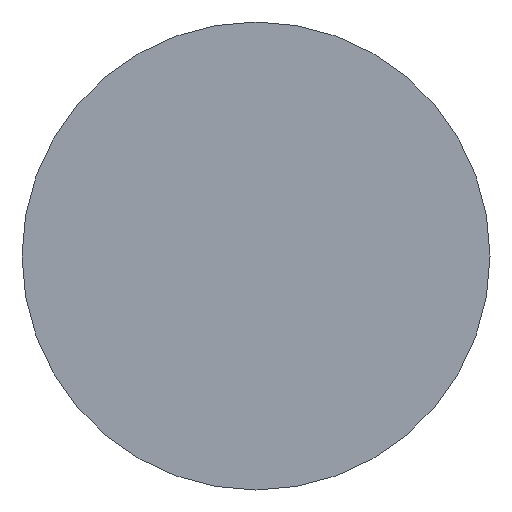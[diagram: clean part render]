
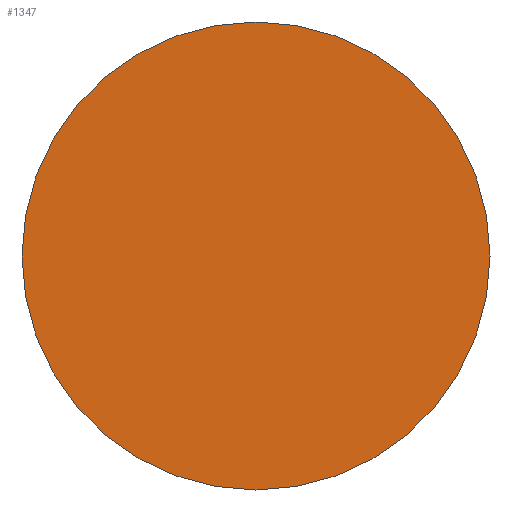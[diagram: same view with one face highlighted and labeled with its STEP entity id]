
A CAD part, front view. The second image highlights one B-rep face of the part: STEP entity #1347.
In plain terms, the highlighted planar face has unit normal (0, -1, 0).
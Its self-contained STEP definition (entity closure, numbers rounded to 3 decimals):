
#31 = AXIS2_PLACEMENT_3D ( 'NONE', #1019, #34, #636 ) ;
#34 = DIRECTION ( 'NONE',  ( 0., -1., 0. ) ) ;
#40 = AXIS2_PLACEMENT_3D ( 'NONE', #1602, #736, #472 ) ;
#43 = VERTEX_POINT ( 'NONE', #1506 ) ;
#145 = CIRCLE ( 'NONE', #384, 30.4 ) ;
#384 = AXIS2_PLACEMENT_3D ( 'NONE', #1171, #1441, #605 ) ;
#420 = CARTESIAN_POINT ( 'NONE',  ( 30.4, 0., 0. ) ) ;
#472 = DIRECTION ( 'NONE',  ( -1., 0., 0. ) ) ;
#605 = DIRECTION ( 'NONE',  ( 1., 0., 0. ) ) ;
#636 = DIRECTION ( 'NONE',  ( 1., 0., 0. ) ) ;
#736 = DIRECTION ( 'NONE',  ( 0., -1., 0. ) ) ;
#1009 = PLANE ( 'NONE',  #40 ) ;
#1019 = CARTESIAN_POINT ( 'NONE',  ( 0., 0., 0. ) ) ;
#1052 = CIRCLE ( 'NONE', #31, 30.4 ) ;
#1161 = ORIENTED_EDGE ( 'NONE', *, *, #1742, .T. ) ;
#1171 = CARTESIAN_POINT ( 'NONE',  ( 0., 0., 0. ) ) ;
#1347 = ADVANCED_FACE ( 'NONE', ( #1592 ), #1009, .T. ) ;
#1404 = EDGE_LOOP ( 'NONE', ( #1760, #1161 ) ) ;
#1441 = DIRECTION ( 'NONE',  ( 0., -1., 0. ) ) ;
#1506 = CARTESIAN_POINT ( 'NONE',  ( -30.4, 0., 0. ) ) ;
#1592 = FACE_OUTER_BOUND ( 'NONE', #1404, .T. ) ;
#1602 = CARTESIAN_POINT ( 'NONE',  ( 31.616, 0., 31.638 ) ) ;
#1701 = VERTEX_POINT ( 'NONE', #420 ) ;
#1742 = EDGE_CURVE ( 'NONE', #43, #1701, #145, .T. ) ;
#1760 = ORIENTED_EDGE ( 'NONE', *, *, #1765, .T. ) ;
#1765 = EDGE_CURVE ( 'NONE', #1701, #43, #1052, .T. ) ;
